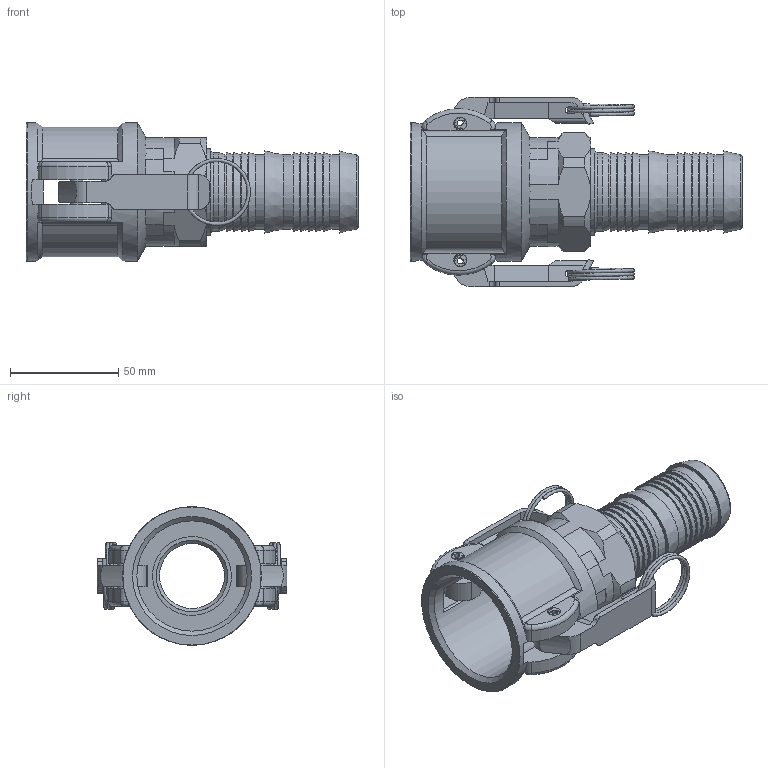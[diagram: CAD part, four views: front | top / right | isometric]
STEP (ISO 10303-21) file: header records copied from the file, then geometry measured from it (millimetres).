
FILE_DESCRIPTION(/* description */ (''),/* implementation_level */ '2;1');
FILE_NAME(/* name */ 'mst_35-dr-n.stp',/* time_stamp */ '2020-04-20T08:21:45+02:00',/* author */ ('meier'),/* organization */ (''),/* preprocessor_version */ 'ST-DEVELOPER v17',/* originating_system */ 'Autodesk Inventor 2018',/* authorisation */ '0 mm^3');
FILE_SCHEMA (('AUTOMOTIVE_DESIGN { 1 0 10303 214 3 1 1 }'));
Length unit declared in the file: millimetre
Products named in the file (1): ENG-001304_Shrinkwrap_1
Bounding box: 153.5 x 87.6 x 64 mm (x, y, z)
Volume: 141358.7 mm3; surface area: 64770.5 mm2
Topology: 1 solids, 1 shells, 306 faces, 894 edges, 593 vertices
Faces by surface type: plane 124, cylinder 121, cone 40, bspline 14, torus 7
Full cylindrical faces by diameter (mm): 6 x4, 30 x1, 33 x1, 34.5 x11, 36.5 x2, 40 x1, 40.3 x1, 40.5 x1, 51 x1, 53.5 x1, 54 x1, 64 x2
Entity records: 12253 total; most frequent: CARTESIAN_POINT 3690, ORIENTED_EDGE 1788, DIRECTION 1714, EDGE_CURVE 894, AXIS2_PLACEMENT_3D 671, VERTEX_POINT 593, LINE 372, VECTOR 372
